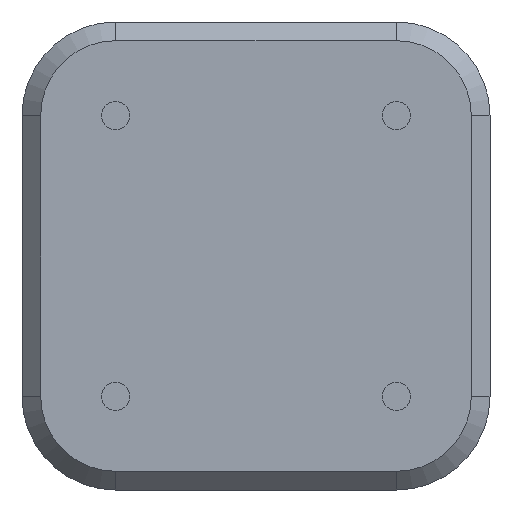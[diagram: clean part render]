
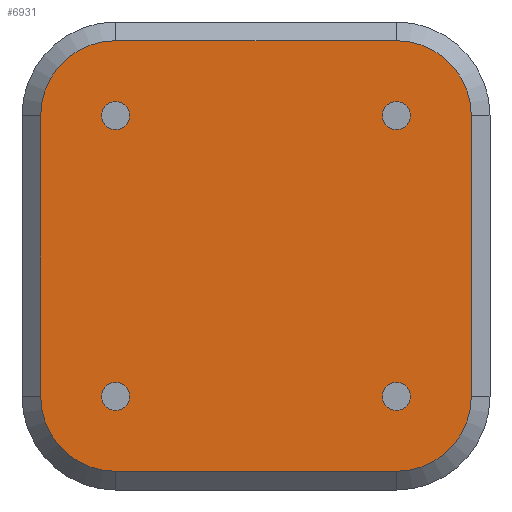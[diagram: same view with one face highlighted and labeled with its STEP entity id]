
A CAD part, front view. The second image highlights one B-rep face of the part: STEP entity #6931.
In plain terms, the highlighted planar face has unit normal (0, -1, 0).
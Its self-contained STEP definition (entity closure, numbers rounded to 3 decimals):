
#50=FACE_BOUND('',#1143,.T.);
#51=FACE_BOUND('',#1144,.T.);
#52=FACE_BOUND('',#1145,.T.);
#53=FACE_BOUND('',#1146,.T.);
#725=FACE_OUTER_BOUND('',#1142,.T.);
#1142=EDGE_LOOP('',(#6024,#6025,#6026,#6027,#6028,#6029,#6030,#6031));
#1143=EDGE_LOOP('',(#6032));
#1144=EDGE_LOOP('',(#6033));
#1145=EDGE_LOOP('',(#6034));
#1146=EDGE_LOOP('',(#6035));
#1431=CIRCLE('',#7527,1.5);
#1438=CIRCLE('',#7540,8.);
#1439=CIRCLE('',#7544,1.5);
#1446=CIRCLE('',#7560,8.);
#1447=CIRCLE('',#7565,1.5);
#1455=CIRCLE('',#7581,8.);
#1456=CIRCLE('',#7585,8.);
#1457=CIRCLE('',#7586,1.5);
#1986=LINE('',#12178,#2588);
#2017=LINE('',#12276,#2619);
#2018=LINE('',#12280,#2620);
#2019=LINE('',#12283,#2621);
#2588=VECTOR('',#9216,10.);
#2619=VECTOR('',#9329,10.);
#2620=VECTOR('',#9334,10.);
#2621=VECTOR('',#9337,10.);
#3209=VERTEX_POINT('',#12134);
#3221=VERTEX_POINT('',#12168);
#3222=VERTEX_POINT('',#12170);
#3224=VERTEX_POINT('',#12176);
#3226=VERTEX_POINT('',#12184);
#3236=VERTEX_POINT('',#12221);
#3240=VERTEX_POINT('',#12237);
#3249=VERTEX_POINT('',#12270);
#3250=VERTEX_POINT('',#12272);
#3251=VERTEX_POINT('',#12279);
#3252=VERTEX_POINT('',#12281);
#3253=VERTEX_POINT('',#12284);
#4127=EDGE_CURVE('',#3209,#3209,#1431,.T.);
#4144=EDGE_CURVE('',#3222,#3221,#1438,.T.);
#4148=EDGE_CURVE('',#3221,#3224,#1986,.T.);
#4151=EDGE_CURVE('',#3226,#3226,#1439,.T.);
#4170=EDGE_CURVE('',#3236,#3224,#1446,.T.);
#4177=EDGE_CURVE('',#3240,#3240,#1447,.T.);
#4195=EDGE_CURVE('',#3250,#3249,#1455,.T.);
#4196=EDGE_CURVE('',#3222,#3250,#2017,.T.);
#4197=EDGE_CURVE('',#3251,#3236,#2018,.T.);
#4198=EDGE_CURVE('',#3251,#3252,#1456,.T.);
#4199=EDGE_CURVE('',#3252,#3249,#2019,.T.);
#4200=EDGE_CURVE('',#3253,#3253,#1457,.T.);
#6024=ORIENTED_EDGE('',*,*,#4197,.F.);
#6025=ORIENTED_EDGE('',*,*,#4198,.T.);
#6026=ORIENTED_EDGE('',*,*,#4199,.T.);
#6027=ORIENTED_EDGE('',*,*,#4195,.F.);
#6028=ORIENTED_EDGE('',*,*,#4196,.F.);
#6029=ORIENTED_EDGE('',*,*,#4144,.T.);
#6030=ORIENTED_EDGE('',*,*,#4148,.T.);
#6031=ORIENTED_EDGE('',*,*,#4170,.F.);
#6032=ORIENTED_EDGE('',*,*,#4151,.T.);
#6033=ORIENTED_EDGE('',*,*,#4127,.F.);
#6034=ORIENTED_EDGE('',*,*,#4177,.T.);
#6035=ORIENTED_EDGE('',*,*,#4200,.F.);
#6566=PLANE('',#7584);
#6931=ADVANCED_FACE('',(#725,#50,#51,#52,#53),#6566,.T.);
#7527=AXIS2_PLACEMENT_3D('',#12135,#9173,#9174);
#7540=AXIS2_PLACEMENT_3D('',#12171,#9209,#9210);
#7544=AXIS2_PLACEMENT_3D('',#12185,#9223,#9224);
#7560=AXIS2_PLACEMENT_3D('',#12223,#9267,#9268);
#7565=AXIS2_PLACEMENT_3D('',#12238,#9283,#9284);
#7581=AXIS2_PLACEMENT_3D('',#12274,#9325,#9326);
#7584=AXIS2_PLACEMENT_3D('',#12278,#9332,#9333);
#7585=AXIS2_PLACEMENT_3D('',#12282,#9335,#9336);
#7586=AXIS2_PLACEMENT_3D('',#12285,#9338,#9339);
#9173=DIRECTION('center_axis',(0.,-1.,0.));
#9174=DIRECTION('ref_axis',(1.,0.,0.));
#9209=DIRECTION('center_axis',(0.,-1.,0.));
#9210=DIRECTION('ref_axis',(0.707,0.,-0.707));
#9216=DIRECTION('',(0.,0.,1.));
#9223=DIRECTION('center_axis',(0.,1.,0.));
#9224=DIRECTION('ref_axis',(1.,0.,0.));
#9267=DIRECTION('center_axis',(0.,1.,0.));
#9268=DIRECTION('ref_axis',(0.707,0.,0.707));
#9283=DIRECTION('center_axis',(0.,1.,0.));
#9284=DIRECTION('ref_axis',(-1.,0.,0.));
#9325=DIRECTION('center_axis',(0.,1.,0.));
#9326=DIRECTION('ref_axis',(-0.707,0.,-0.707));
#9329=DIRECTION('',(-1.,0.,0.));
#9332=DIRECTION('center_axis',(0.,-1.,0.));
#9333=DIRECTION('ref_axis',(-1.,0.,0.));
#9334=DIRECTION('',(1.,0.,0.));
#9335=DIRECTION('center_axis',(0.,-1.,0.));
#9336=DIRECTION('ref_axis',(-0.707,0.,0.707));
#9337=DIRECTION('',(0.,0.,-1.));
#9338=DIRECTION('center_axis',(0.,-1.,0.));
#9339=DIRECTION('ref_axis',(-1.,0.,0.));
#12134=CARTESIAN_POINT('',(13.5,0.,-15.));
#12135=CARTESIAN_POINT('Origin',(15.,0.,-15.));
#12168=CARTESIAN_POINT('',(23.,0.,-15.));
#12170=CARTESIAN_POINT('',(15.,0.,-23.));
#12171=CARTESIAN_POINT('Origin',(15.,0.,-15.));
#12176=CARTESIAN_POINT('',(23.,0.,15.));
#12178=CARTESIAN_POINT('',(23.,0.,-18.75));
#12184=CARTESIAN_POINT('',(13.5,0.,15.));
#12185=CARTESIAN_POINT('Origin',(15.,0.,15.));
#12221=CARTESIAN_POINT('',(15.,0.,23.));
#12223=CARTESIAN_POINT('Origin',(15.,0.,15.));
#12237=CARTESIAN_POINT('',(-13.5,0.,-15.));
#12238=CARTESIAN_POINT('Origin',(-15.,0.,-15.));
#12270=CARTESIAN_POINT('',(-23.,0.,-15.));
#12272=CARTESIAN_POINT('',(-15.,0.,-23.));
#12274=CARTESIAN_POINT('Origin',(-15.,0.,-15.));
#12276=CARTESIAN_POINT('',(-6.25,0.,-23.));
#12278=CARTESIAN_POINT('Origin',(-12.5,0.,12.5));
#12279=CARTESIAN_POINT('',(-15.,0.,23.));
#12280=CARTESIAN_POINT('',(6.25,0.,23.));
#12281=CARTESIAN_POINT('',(-23.,0.,15.));
#12282=CARTESIAN_POINT('Origin',(-15.,0.,15.));
#12283=CARTESIAN_POINT('',(-23.,0.,18.75));
#12284=CARTESIAN_POINT('',(-13.5,0.,15.));
#12285=CARTESIAN_POINT('Origin',(-15.,0.,15.));
